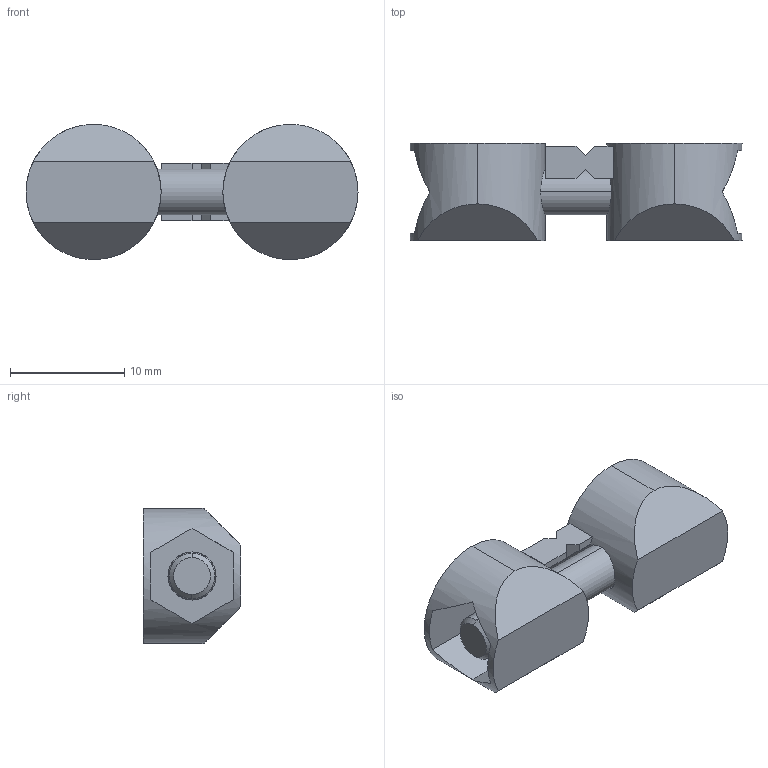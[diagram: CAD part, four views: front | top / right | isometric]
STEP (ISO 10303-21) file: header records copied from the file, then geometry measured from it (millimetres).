
FILE_DESCRIPTION (( 'STEP AP214' ), '1' );
FILE_NAME ('FIXE05E3436-Fixation universelle double 5.step', '2023-03-24T09:59:19', ( 'Altae' ), ( '' ), 'SwSTEP 2.0', 'SolidWorks 2021', '' );
FILE_SCHEMA (( 'AUTOMOTIVE_DESIGN' ));
Length unit declared in the file: millimetre
Products named in the file (1): FIXE05E3436-Fixation universelle double 5
Bounding box: 29 x 8.5 x 11.8 mm (x, y, z)
Volume: 1436.5 mm3; surface area: 1904.5 mm2
Topology: 3 solids, 3 shells, 79 faces, 199 edges, 129 vertices
Faces by surface type: plane 58, cylinder 13, torus 4, cone 4
Entity records: 2741 total; most frequent: CARTESIAN_POINT 830, ORIENTED_EDGE 394, DIRECTION 374, EDGE_CURVE 197, AXIS2_PLACEMENT_3D 132, VERTEX_POINT 129, LINE 110, VECTOR 110
